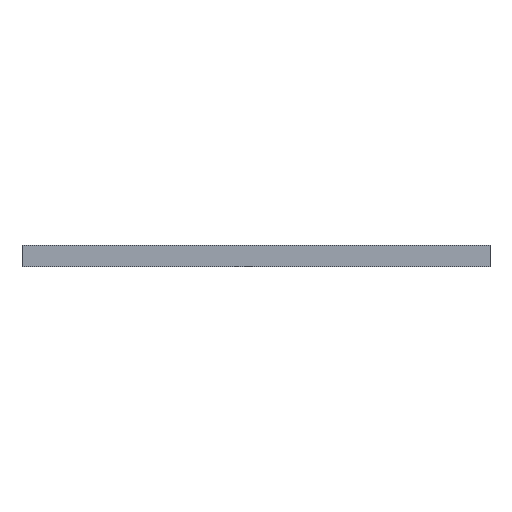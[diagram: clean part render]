
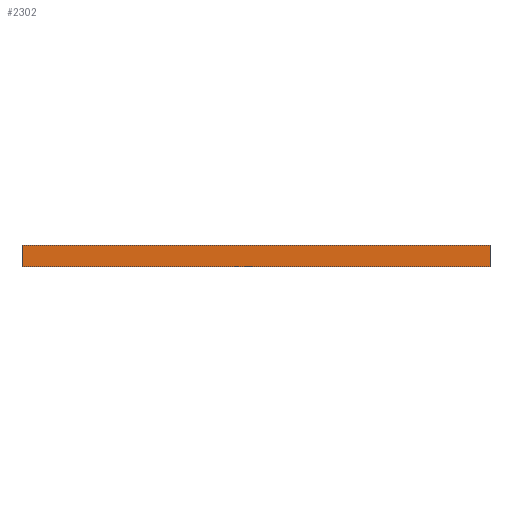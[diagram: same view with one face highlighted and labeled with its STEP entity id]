
A CAD part, front view. The second image highlights one B-rep face of the part: STEP entity #2302.
In plain terms, the highlighted planar face has unit normal (0, -1, 0).
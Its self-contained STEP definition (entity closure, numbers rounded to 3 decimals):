
#83 = PLANE('',#84);
#84 = AXIS2_PLACEMENT_3D('',#85,#86,#87);
#85 = CARTESIAN_POINT('',(139.729,-123.963,1.6));
#86 = DIRECTION('',(0.,0.,1.));
#87 = DIRECTION('',(1.,0.,-0.));
#111 = PLANE('',#112);
#112 = AXIS2_PLACEMENT_3D('',#113,#114,#115);
#113 = CARTESIAN_POINT('',(122.428,-97.536,0.));
#114 = DIRECTION('',(1.,0.,-0.));
#115 = DIRECTION('',(0.,-1.,0.));
#137 = PLANE('',#138);
#138 = AXIS2_PLACEMENT_3D('',#139,#140,#141);
#139 = CARTESIAN_POINT('',(139.729,-123.963,0.));
#140 = DIRECTION('',(0.,0.,1.));
#141 = DIRECTION('',(1.,0.,-0.));
#230 = VERTEX_POINT('',#231);
#231 = CARTESIAN_POINT('',(122.428,-154.94,1.6));
#252 = EDGE_CURVE('',#253,#230,#255,.T.);
#253 = VERTEX_POINT('',#254);
#254 = CARTESIAN_POINT('',(122.428,-154.94,0.));
#255 = SURFACE_CURVE('',#256,(#260,#267),.PCURVE_S1.);
#256 = LINE('',#257,#258);
#257 = CARTESIAN_POINT('',(122.428,-154.94,0.));
#258 = VECTOR('',#259,1.);
#259 = DIRECTION('',(0.,0.,1.));
#260 = PCURVE('',#111,#261);
#261 = DEFINITIONAL_REPRESENTATION('',(#262),#266);
#262 = LINE('',#263,#264);
#263 = CARTESIAN_POINT('',(57.404,0.));
#264 = VECTOR('',#265,1.);
#265 = DIRECTION('',(0.,-1.));
#266 = ( GEOMETRIC_REPRESENTATION_CONTEXT(2) 
PARAMETRIC_REPRESENTATION_CONTEXT() REPRESENTATION_CONTEXT('2D SPACE',''
  ) );
#267 = PCURVE('',#268,#273);
#268 = PLANE('',#269);
#269 = AXIS2_PLACEMENT_3D('',#270,#271,#272);
#270 = CARTESIAN_POINT('',(122.428,-154.94,0.));
#271 = DIRECTION('',(0.,1.,0.));
#272 = DIRECTION('',(1.,0.,0.));
#273 = DEFINITIONAL_REPRESENTATION('',(#274),#278);
#274 = LINE('',#275,#276);
#275 = CARTESIAN_POINT('',(0.,0.));
#276 = VECTOR('',#277,1.);
#277 = DIRECTION('',(0.,-1.));
#278 = ( GEOMETRIC_REPRESENTATION_CONTEXT(2) 
PARAMETRIC_REPRESENTATION_CONTEXT() REPRESENTATION_CONTEXT('2D SPACE',''
  ) );
#306 = EDGE_CURVE('',#253,#307,#309,.T.);
#307 = VERTEX_POINT('',#308);
#308 = CARTESIAN_POINT('',(157.054,-154.94,0.));
#309 = SURFACE_CURVE('',#310,(#314,#321),.PCURVE_S1.);
#310 = LINE('',#311,#312);
#311 = CARTESIAN_POINT('',(122.428,-154.94,0.));
#312 = VECTOR('',#313,1.);
#313 = DIRECTION('',(1.,0.,0.));
#314 = PCURVE('',#137,#315);
#315 = DEFINITIONAL_REPRESENTATION('',(#316),#320);
#316 = LINE('',#317,#318);
#317 = CARTESIAN_POINT('',(-17.301,-30.977));
#318 = VECTOR('',#319,1.);
#319 = DIRECTION('',(1.,0.));
#320 = ( GEOMETRIC_REPRESENTATION_CONTEXT(2) 
PARAMETRIC_REPRESENTATION_CONTEXT() REPRESENTATION_CONTEXT('2D SPACE',''
  ) );
#321 = PCURVE('',#268,#322);
#322 = DEFINITIONAL_REPRESENTATION('',(#323),#327);
#323 = LINE('',#324,#325);
#324 = CARTESIAN_POINT('',(0.,0.));
#325 = VECTOR('',#326,1.);
#326 = DIRECTION('',(1.,0.));
#327 = ( GEOMETRIC_REPRESENTATION_CONTEXT(2) 
PARAMETRIC_REPRESENTATION_CONTEXT() REPRESENTATION_CONTEXT('2D SPACE',''
  ) );
#345 = PLANE('',#346);
#346 = AXIS2_PLACEMENT_3D('',#347,#348,#349);
#347 = CARTESIAN_POINT('',(157.054,-154.94,0.));
#348 = DIRECTION('',(-1.,-0.001,0.));
#349 = DIRECTION('',(-0.001,1.,0.));
#1376 = EDGE_CURVE('',#230,#1377,#1379,.T.);
#1377 = VERTEX_POINT('',#1378);
#1378 = CARTESIAN_POINT('',(157.054,-154.94,1.6));
#1379 = SURFACE_CURVE('',#1380,(#1384,#1391),.PCURVE_S1.);
#1380 = LINE('',#1381,#1382);
#1381 = CARTESIAN_POINT('',(122.428,-154.94,1.6));
#1382 = VECTOR('',#1383,1.);
#1383 = DIRECTION('',(1.,0.,0.));
#1384 = PCURVE('',#83,#1385);
#1385 = DEFINITIONAL_REPRESENTATION('',(#1386),#1390);
#1386 = LINE('',#1387,#1388);
#1387 = CARTESIAN_POINT('',(-17.301,-30.977));
#1388 = VECTOR('',#1389,1.);
#1389 = DIRECTION('',(1.,0.));
#1390 = ( GEOMETRIC_REPRESENTATION_CONTEXT(2) 
PARAMETRIC_REPRESENTATION_CONTEXT() REPRESENTATION_CONTEXT('2D SPACE',''
  ) );
#1391 = PCURVE('',#268,#1392);
#1392 = DEFINITIONAL_REPRESENTATION('',(#1393),#1397);
#1393 = LINE('',#1394,#1395);
#1394 = CARTESIAN_POINT('',(0.,-1.6));
#1395 = VECTOR('',#1396,1.);
#1396 = DIRECTION('',(1.,0.));
#1397 = ( GEOMETRIC_REPRESENTATION_CONTEXT(2) 
PARAMETRIC_REPRESENTATION_CONTEXT() REPRESENTATION_CONTEXT('2D SPACE',''
  ) );
#2302 = ADVANCED_FACE('',(#2303),#268,.F.);
#2303 = FACE_BOUND('',#2304,.F.);
#2304 = EDGE_LOOP('',(#2305,#2306,#2307,#2328));
#2305 = ORIENTED_EDGE('',*,*,#252,.T.);
#2306 = ORIENTED_EDGE('',*,*,#1376,.T.);
#2307 = ORIENTED_EDGE('',*,*,#2308,.F.);
#2308 = EDGE_CURVE('',#307,#1377,#2309,.T.);
#2309 = SURFACE_CURVE('',#2310,(#2314,#2321),.PCURVE_S1.);
#2310 = LINE('',#2311,#2312);
#2311 = CARTESIAN_POINT('',(157.054,-154.94,0.));
#2312 = VECTOR('',#2313,1.);
#2313 = DIRECTION('',(0.,0.,1.));
#2314 = PCURVE('',#268,#2315);
#2315 = DEFINITIONAL_REPRESENTATION('',(#2316),#2320);
#2316 = LINE('',#2317,#2318);
#2317 = CARTESIAN_POINT('',(34.626,0.));
#2318 = VECTOR('',#2319,1.);
#2319 = DIRECTION('',(0.,-1.));
#2320 = ( GEOMETRIC_REPRESENTATION_CONTEXT(2) 
PARAMETRIC_REPRESENTATION_CONTEXT() REPRESENTATION_CONTEXT('2D SPACE',''
  ) );
#2321 = PCURVE('',#345,#2322);
#2322 = DEFINITIONAL_REPRESENTATION('',(#2323),#2327);
#2323 = LINE('',#2324,#2325);
#2324 = CARTESIAN_POINT('',(0.,0.));
#2325 = VECTOR('',#2326,1.);
#2326 = DIRECTION('',(0.,-1.));
#2327 = ( GEOMETRIC_REPRESENTATION_CONTEXT(2) 
PARAMETRIC_REPRESENTATION_CONTEXT() REPRESENTATION_CONTEXT('2D SPACE',''
  ) );
#2328 = ORIENTED_EDGE('',*,*,#306,.F.);
